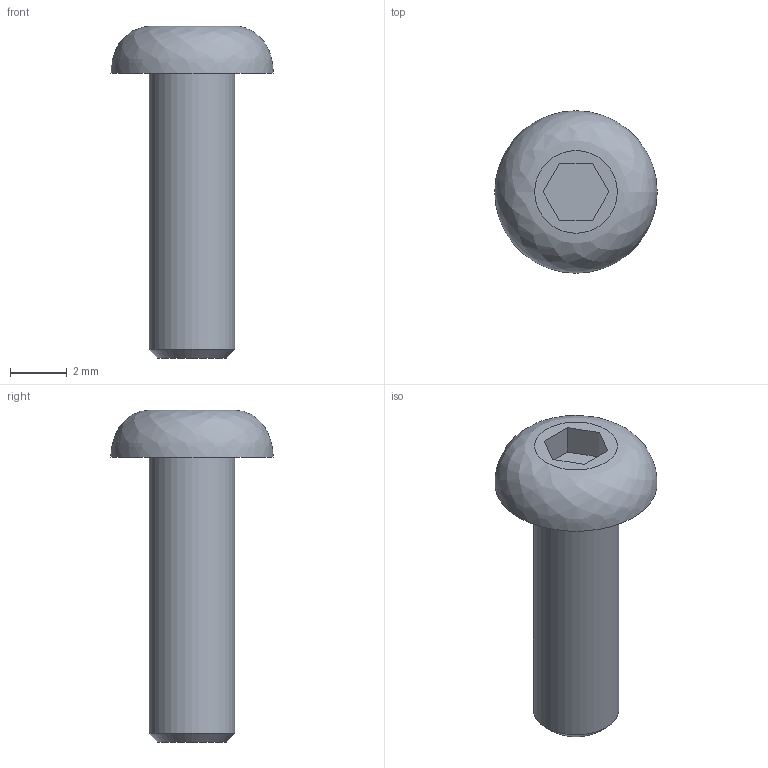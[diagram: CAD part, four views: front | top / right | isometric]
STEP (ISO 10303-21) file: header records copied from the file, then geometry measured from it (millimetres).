
FILE_DESCRIPTION(/* description */ (''),/* implementation_level */ '2;1');
FILE_NAME(/* name */ 'hex_socket_button_head_M3x10 v1 (5).step',/* time_stamp */ '2024-04-29T22:35:33+02:00',/* author */ (''),/* organization */ (''),/* preprocessor_version */ 'ST-DEVELOPER v20',/* originating_system */ 'Autodesk Translation Framework v12.20.1.177',/* authorisation */ '');
FILE_SCHEMA (('AUTOMOTIVE_DESIGN { 1 0 10303 214 3 1 1 }'));
Length unit declared in the file: millimetre
Products named in the file (1): hex_socket_button_head_M3x10 v1 (5)
Bounding box: 5.7 x 5.7 x 11.65 mm (x, y, z)
Volume: 101.3 mm3; surface area: 168 mm2
Topology: 1 solids, 1 shells, 13 faces, 26 edges, 17 vertices
Faces by surface type: plane 10, cone 1, cylinder 1, bspline 1
Full cylindrical faces by diameter (mm): 3 x1
Entity records: 422 total; most frequent: CARTESIAN_POINT 95, DIRECTION 56, ORIENTED_EDGE 52, EDGE_CURVE 26, LINE 20, VECTOR 20, AXIS2_PLACEMENT_3D 18, VERTEX_POINT 17
